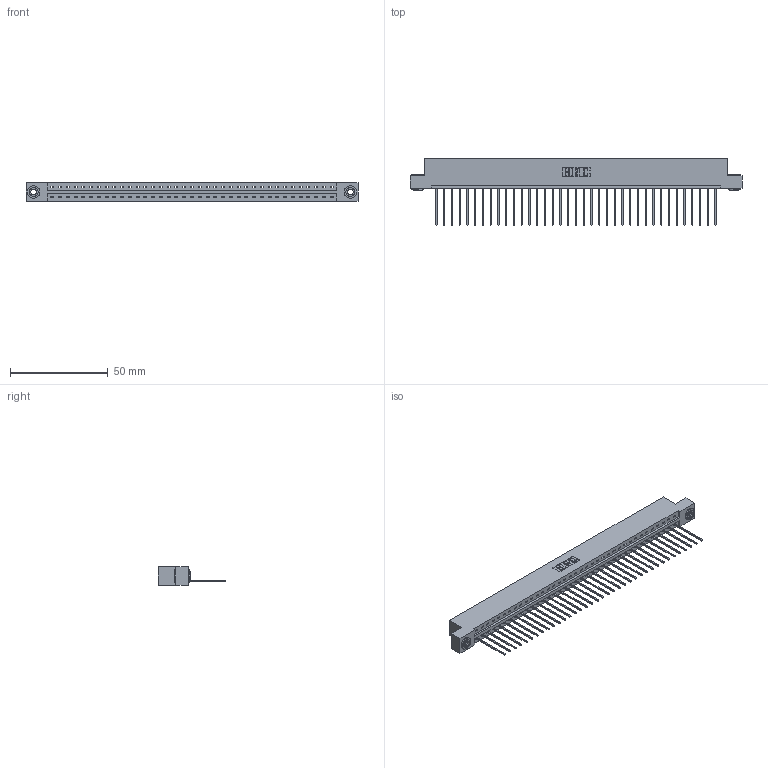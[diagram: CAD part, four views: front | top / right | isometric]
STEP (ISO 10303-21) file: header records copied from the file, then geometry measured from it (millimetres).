
FILE_DESCRIPTION (( 'STEP AP203' ), '1' );
FILE_NAME ('337-037-541-103.STEP', '2019-10-01T15:40:41', ( '' ), ( '' ), 'SwSTEP 2.0', 'SolidWorks 2016', '' );
FILE_SCHEMA (( 'CONFIG_CONTROL_DESIGN' ));
Length unit declared in the file: inch
Products named in the file (4): 337 Part_Flush Mounting Lugs - 0.156 Dia-TH; 345-250-002_345-250-002-102; 345-292-001_345-293-141; 337-037-541-103
Assembly tree (40 placements, depth 2):
  337-037-541-103
    337 Part_Flush Mounting Lugs - 0.156 Dia-TH
    345-292-001_345-293-141  x37
    345-250-002_345-250-002-102  x2
Bounding box: 169.62 x 34.3 x 9.4 mm (x, y, z)
Volume: 17708.2 mm3; surface area: 19254.8 mm2
Topology: 40 solids, 40 shells, 2446 faces, 7343 edges, 4842 vertices
Faces by surface type: plane 1782, cylinder 656, cone 8
Entity records: 28818 total; most frequent: CARTESIAN_POINT 4996, ORIENTED_EDGE 4962, DIRECTION 4249, EDGE_CURVE 2481, LINE 2329, VECTOR 2329, VERTEX_POINT 1650, AXIS2_PLACEMENT_3D 960
